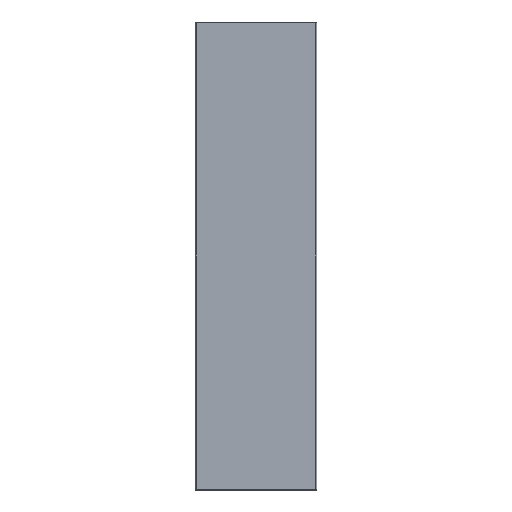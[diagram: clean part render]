
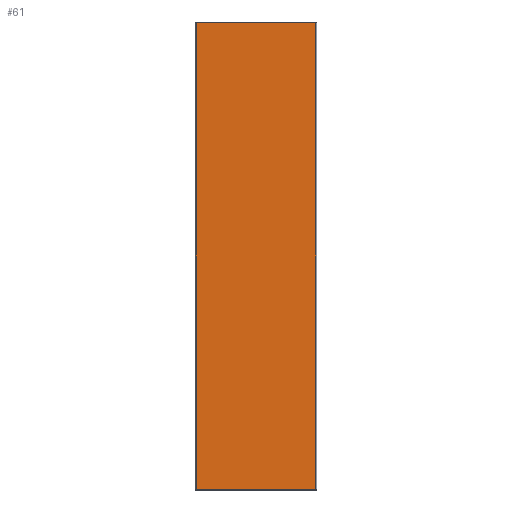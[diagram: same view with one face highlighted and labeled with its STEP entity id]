
A CAD part, front view. The second image highlights one B-rep face of the part: STEP entity #61.
In plain terms, the highlighted planar face has unit normal (0, -1, 0).
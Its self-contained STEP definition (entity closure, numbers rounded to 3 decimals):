
#61 = ADVANCED_FACE ( 'NONE', ( #767 ), #514, .T. ) ;
#115 = EDGE_CURVE ( 'NONE', #1438, #880, #1546, .T. ) ;
#181 = ORIENTED_EDGE ( 'NONE', *, *, #1178, .T. ) ;
#256 = VECTOR ( 'NONE', #1185, 1000. ) ;
#352 = CARTESIAN_POINT ( 'NONE',  ( 0., 0., 242. ) ) ;
#383 = ORIENTED_EDGE ( 'NONE', *, *, #601, .T. ) ;
#388 = AXIS2_PLACEMENT_3D ( 'NONE', #997, #1016, #1486 ) ;
#460 = LINE ( 'NONE', #1414, #1212 ) ;
#514 = PLANE ( 'NONE',  #388 ) ;
#559 = DIRECTION ( 'NONE',  ( 1., 0., 0. ) ) ;
#601 = EDGE_CURVE ( 'NONE', #1563, #1560, #1311, .T. ) ;
#707 = DIRECTION ( 'NONE',  ( -1., 0., 0. ) ) ;
#750 = VECTOR ( 'NONE', #559, 1000. ) ;
#767 = FACE_OUTER_BOUND ( 'NONE', #1315, .T. ) ;
#799 = LINE ( 'NONE', #918, #256 ) ;
#844 = CARTESIAN_POINT ( 'NONE',  ( -62., 0., -242. ) ) ;
#880 = VERTEX_POINT ( 'NONE', #1135 ) ;
#918 = CARTESIAN_POINT ( 'NONE',  ( -62., 0., -243. ) ) ;
#997 = CARTESIAN_POINT ( 'NONE',  ( 0., 0., -243. ) ) ;
#1016 = DIRECTION ( 'NONE',  ( 0., -1., 0. ) ) ;
#1062 = ORIENTED_EDGE ( 'NONE', *, *, #115, .T. ) ;
#1135 = CARTESIAN_POINT ( 'NONE',  ( 62., 0., -242. ) ) ;
#1145 = EDGE_CURVE ( 'NONE', #880, #1563, #460, .T. ) ;
#1178 = EDGE_CURVE ( 'NONE', #1560, #1438, #799, .T. ) ;
#1185 = DIRECTION ( 'NONE',  ( 0., 0., -1. ) ) ;
#1212 = VECTOR ( 'NONE', #1544, 1000. ) ;
#1231 = CARTESIAN_POINT ( 'NONE',  ( 62., 0., 242. ) ) ;
#1277 = VECTOR ( 'NONE', #707, 1000. ) ;
#1311 = LINE ( 'NONE', #352, #1277 ) ;
#1315 = EDGE_LOOP ( 'NONE', ( #1062, #1535, #383, #181 ) ) ;
#1414 = CARTESIAN_POINT ( 'NONE',  ( 62., 0., -243. ) ) ;
#1437 = CARTESIAN_POINT ( 'NONE',  ( 63., 0., -242. ) ) ;
#1438 = VERTEX_POINT ( 'NONE', #844 ) ;
#1486 = DIRECTION ( 'NONE',  ( 1., 0., 0. ) ) ;
#1491 = CARTESIAN_POINT ( 'NONE',  ( -62., 0., 242. ) ) ;
#1535 = ORIENTED_EDGE ( 'NONE', *, *, #1145, .T. ) ;
#1544 = DIRECTION ( 'NONE',  ( 0., 0., 1. ) ) ;
#1546 = LINE ( 'NONE', #1437, #750 ) ;
#1560 = VERTEX_POINT ( 'NONE', #1491 ) ;
#1563 = VERTEX_POINT ( 'NONE', #1231 ) ;
